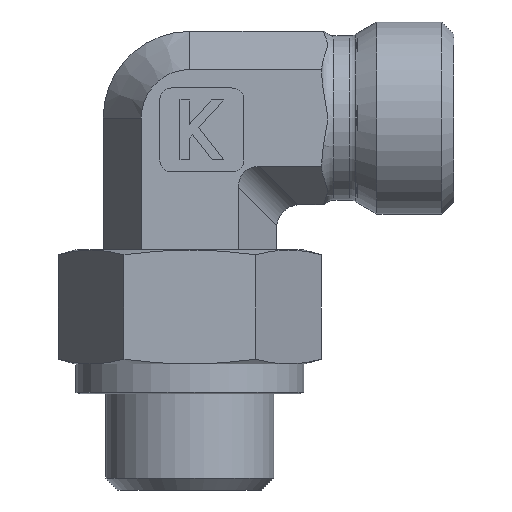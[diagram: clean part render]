
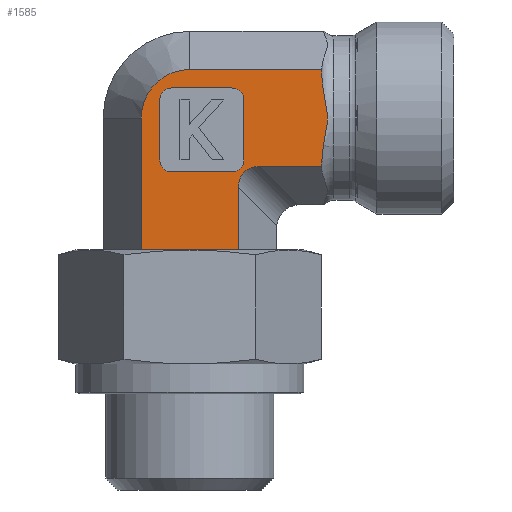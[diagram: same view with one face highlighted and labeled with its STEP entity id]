
A CAD part, left-side view. The second image highlights one B-rep face of the part: STEP entity #1585.
In plain terms, the highlighted planar face has unit normal (-1, 0, 0).
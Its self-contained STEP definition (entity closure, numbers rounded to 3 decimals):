
#367=CARTESIAN_POINT('',(-7.,4.041,1.));
#368=VERTEX_POINT('',#367);
#369=CARTESIAN_POINT('',(-7.,0.,1.));
#370=VERTEX_POINT('',#369);
#371=CARTESIAN_POINT('',(-7.,4.041,1.));
#372=DIRECTION('',(0.0,-1.0,0.0));
#373=VECTOR('',#372,4.041);
#374=LINE('',#371,#373);
#375=EDGE_CURVE('',#368,#370,#374,.T.);
#398=CARTESIAN_POINT('',(-7.,-4.041,1.));
#399=VERTEX_POINT('',#398);
#408=CARTESIAN_POINT('',(-7.,0.,1.));
#409=DIRECTION('',(0.0,-1.0,0.0));
#410=VECTOR('',#409,4.041);
#411=LINE('',#408,#410);
#412=EDGE_CURVE('',#370,#399,#411,.T.);
#900=CARTESIAN_POINT('',(-7.,-11.,15.553));
#901=VERTEX_POINT('',#900);
#909=CARTESIAN_POINT('',(-7.,-11.,8.447));
#910=VERTEX_POINT('',#909);
#911=CARTESIAN_POINT('',(-7.,-11.,8.447));
#912=CARTESIAN_POINT('',(-7.,-11.,8.846));
#913=CARTESIAN_POINT('',(-7.,-11.058,9.322));
#914=CARTESIAN_POINT('',(-7.,-11.25,10.431));
#915=CARTESIAN_POINT('',(-7.,-11.473,11.273));
#916=CARTESIAN_POINT('',(-7.,-11.473,12.727));
#917=CARTESIAN_POINT('',(-7.,-11.25,13.569));
#918=CARTESIAN_POINT('',(-7.,-11.058,14.678));
#919=CARTESIAN_POINT('',(-7.,-11.,15.154));
#920=CARTESIAN_POINT('',(-7.,-11.,15.553));
#921=B_SPLINE_CURVE_WITH_KNOTS('',3,(#911,#912,#913,#914,#915,#916,#917,#918,#919,#920),.UNSPECIFIED.,.F.,.U.,(4,2,2,2,4),(0.775,0.894,1.112,1.33,1.45),.UNSPECIFIED.);
#922=EDGE_CURVE('',#910,#901,#921,.T.);
#1385=CARTESIAN_POINT('',(-7.,0.,16.041));
#1386=VERTEX_POINT('',#1385);
#1393=CARTESIAN_POINT('',(-7.,-11.,16.041));
#1394=VERTEX_POINT('',#1393);
#1395=CARTESIAN_POINT('',(-7.,0.,16.041));
#1396=DIRECTION('',(0.0,-1.0,0.0));
#1397=VECTOR('',#1396,11.0);
#1398=LINE('',#1395,#1397);
#1399=EDGE_CURVE('',#1386,#1394,#1398,.T.);
#1416=CARTESIAN_POINT('',(-7.,-11.,7.959));
#1417=VERTEX_POINT('',#1416);
#1424=CARTESIAN_POINT('',(-7.,-5.774,7.959));
#1425=VERTEX_POINT('',#1424);
#1426=CARTESIAN_POINT('',(-7.,-5.774,7.959));
#1427=DIRECTION('',(0.0,-1.0,0.0));
#1428=VECTOR('',#1427,5.226);
#1429=LINE('',#1426,#1428);
#1430=EDGE_CURVE('',#1425,#1417,#1429,.T.);
#1461=CARTESIAN_POINT('',(-7.,-4.041,0.0));
#1462=DIRECTION('',(-1.0,0.0,0.0));
#1463=DIRECTION('',(0.0,0.0,1.0));
#1464=AXIS2_PLACEMENT_3D('',#1461,#1462,#1463);
#1465=PLANE('',#1464);
#1466=ORIENTED_EDGE('',*,*,#412,.T.);
#1467=CARTESIAN_POINT('',(-7.,-4.041,6.226));
#1468=VERTEX_POINT('',#1467);
#1469=CARTESIAN_POINT('',(-7.,-4.041,1.));
#1470=DIRECTION('',(0.0,0.0,1.0));
#1471=VECTOR('',#1470,5.226);
#1472=LINE('',#1469,#1471);
#1473=EDGE_CURVE('',#399,#1468,#1472,.T.);
#1474=ORIENTED_EDGE('',*,*,#1473,.T.);
#1475=CARTESIAN_POINT('',(-7.,-6.351,5.649));
#1476=DIRECTION('',(-1.0,0.0,0.0));
#1477=DIRECTION('',(0.0,0.707,0.707));
#1478=AXIS2_PLACEMENT_3D('',#1475,#1476,#1477);
#1479=ELLIPSE('',#1478,2.582,2.0);
#1480=EDGE_CURVE('',#1425,#1468,#1479,.T.);
#1481=ORIENTED_EDGE('',*,*,#1480,.F.);
#1482=ORIENTED_EDGE('',*,*,#1430,.T.);
#1483=CARTESIAN_POINT('',(-7.,-11.,7.959));
#1484=DIRECTION('',(0.0,0.0,1.0));
#1485=VECTOR('',#1484,0.489);
#1486=LINE('',#1483,#1485);
#1487=EDGE_CURVE('',#1417,#910,#1486,.T.);
#1488=ORIENTED_EDGE('',*,*,#1487,.T.);
#1489=ORIENTED_EDGE('',*,*,#922,.T.);
#1490=CARTESIAN_POINT('',(-7.,-11.,15.553));
#1491=DIRECTION('',(0.0,0.0,1.0));
#1492=VECTOR('',#1491,0.489);
#1493=LINE('',#1490,#1492);
#1494=EDGE_CURVE('',#901,#1394,#1493,.T.);
#1495=ORIENTED_EDGE('',*,*,#1494,.T.);
#1496=ORIENTED_EDGE('',*,*,#1399,.F.);
#1497=CARTESIAN_POINT('',(-7.,4.041,12.));
#1498=VERTEX_POINT('',#1497);
#1499=CARTESIAN_POINT('',(-7.,0.,12.));
#1500=DIRECTION('',(-1.0,0.0,0.0));
#1501=DIRECTION('',(0.0,0.0,1.0));
#1502=AXIS2_PLACEMENT_3D('',#1499,#1500,#1501);
#1503=CIRCLE('',#1502,4.041);
#1504=EDGE_CURVE('',#1386,#1498,#1503,.T.);
#1505=ORIENTED_EDGE('',*,*,#1504,.T.);
#1506=CARTESIAN_POINT('',(-7.,4.041,1.));
#1507=DIRECTION('',(0.0,0.0,1.0));
#1508=VECTOR('',#1507,11.);
#1509=LINE('',#1506,#1508);
#1510=EDGE_CURVE('',#368,#1498,#1509,.T.);
#1511=ORIENTED_EDGE('',*,*,#1510,.F.);
#1512=ORIENTED_EDGE('',*,*,#375,.T.);
#1513=EDGE_LOOP('',(#1466,#1474,#1481,#1482,#1488,#1489,#1495,#1496,#1505,#1511,#1512));
#1514=FACE_OUTER_BOUND('',#1513,.T.);
#1515=CARTESIAN_POINT('',(-7.,-3.5,7.5));
#1516=VERTEX_POINT('',#1515);
#1517=CARTESIAN_POINT('',(-7.,1.5,7.5));
#1518=VERTEX_POINT('',#1517);
#1519=CARTESIAN_POINT('',(-7.,-3.5,7.5));
#1520=DIRECTION('',(0.0,1.0,0.0));
#1521=VECTOR('',#1520,5.);
#1522=LINE('',#1519,#1521);
#1523=EDGE_CURVE('',#1516,#1518,#1522,.T.);
#1524=ORIENTED_EDGE('',*,*,#1523,.T.);
#1525=CARTESIAN_POINT('',(-7.,2.5,8.5));
#1526=VERTEX_POINT('',#1525);
#1527=CARTESIAN_POINT('',(-7.,1.5,8.5));
#1528=DIRECTION('',(-1.0,0.0,0.0));
#1529=DIRECTION('',(0.0,0.707,-0.707));
#1530=AXIS2_PLACEMENT_3D('',#1527,#1528,#1529);
#1531=CIRCLE('',#1530,1.0);
#1532=EDGE_CURVE('',#1526,#1518,#1531,.T.);
#1533=ORIENTED_EDGE('',*,*,#1532,.F.);
#1534=CARTESIAN_POINT('',(-7.,2.5,13.5));
#1535=VERTEX_POINT('',#1534);
#1536=CARTESIAN_POINT('',(-7.,2.5,8.5));
#1537=DIRECTION('',(0.0,0.0,1.0));
#1538=VECTOR('',#1537,5.);
#1539=LINE('',#1536,#1538);
#1540=EDGE_CURVE('',#1526,#1535,#1539,.T.);
#1541=ORIENTED_EDGE('',*,*,#1540,.T.);
#1542=CARTESIAN_POINT('',(-7.,1.5,14.5));
#1543=VERTEX_POINT('',#1542);
#1544=CARTESIAN_POINT('',(-7.,1.5,13.5));
#1545=DIRECTION('',(-1.0,0.0,0.0));
#1546=DIRECTION('',(0.0,0.707,0.707));
#1547=AXIS2_PLACEMENT_3D('',#1544,#1545,#1546);
#1548=CIRCLE('',#1547,1.0);
#1549=EDGE_CURVE('',#1543,#1535,#1548,.T.);
#1550=ORIENTED_EDGE('',*,*,#1549,.F.);
#1551=CARTESIAN_POINT('',(-7.,-3.5,14.5));
#1552=VERTEX_POINT('',#1551);
#1553=CARTESIAN_POINT('',(-7.,1.5,14.5));
#1554=DIRECTION('',(0.0,-1.0,0.0));
#1555=VECTOR('',#1554,5.);
#1556=LINE('',#1553,#1555);
#1557=EDGE_CURVE('',#1543,#1552,#1556,.T.);
#1558=ORIENTED_EDGE('',*,*,#1557,.T.);
#1559=CARTESIAN_POINT('',(-7.,-4.5,13.5));
#1560=VERTEX_POINT('',#1559);
#1561=CARTESIAN_POINT('',(-7.,-3.5,13.5));
#1562=DIRECTION('',(-1.0,0.0,0.0));
#1563=DIRECTION('',(0.0,-0.707,0.707));
#1564=AXIS2_PLACEMENT_3D('',#1561,#1562,#1563);
#1565=CIRCLE('',#1564,1.0);
#1566=EDGE_CURVE('',#1560,#1552,#1565,.T.);
#1567=ORIENTED_EDGE('',*,*,#1566,.F.);
#1568=CARTESIAN_POINT('',(-7.,-4.5,8.5));
#1569=VERTEX_POINT('',#1568);
#1570=CARTESIAN_POINT('',(-7.,-4.5,13.5));
#1571=DIRECTION('',(0.0,0.0,-1.0));
#1572=VECTOR('',#1571,5.);
#1573=LINE('',#1570,#1572);
#1574=EDGE_CURVE('',#1560,#1569,#1573,.T.);
#1575=ORIENTED_EDGE('',*,*,#1574,.T.);
#1576=CARTESIAN_POINT('',(-7.,-3.5,8.5));
#1577=DIRECTION('',(-1.0,0.0,0.0));
#1578=DIRECTION('',(0.0,-0.707,-0.707));
#1579=AXIS2_PLACEMENT_3D('',#1576,#1577,#1578);
#1580=CIRCLE('',#1579,1.0);
#1581=EDGE_CURVE('',#1516,#1569,#1580,.T.);
#1582=ORIENTED_EDGE('',*,*,#1581,.F.);
#1583=EDGE_LOOP('',(#1524,#1533,#1541,#1550,#1558,#1567,#1575,#1582));
#1584=FACE_BOUND('',#1583,.T.);
#1585=ADVANCED_FACE('',(#1514,#1584),#1465,.T.);
